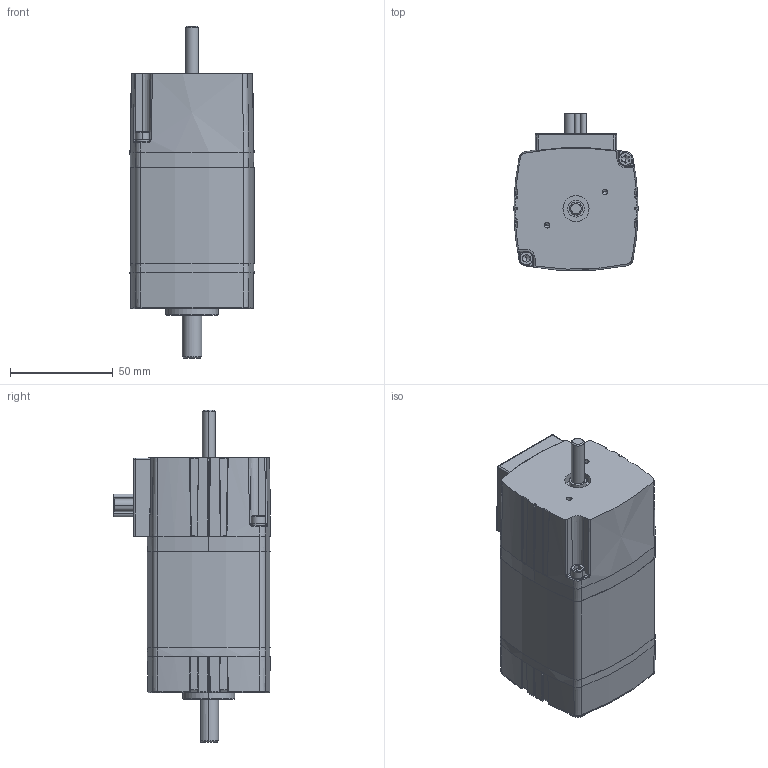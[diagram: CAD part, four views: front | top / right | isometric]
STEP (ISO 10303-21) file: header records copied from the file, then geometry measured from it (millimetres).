
FILE_DESCRIPTION (( 'STEP AP203' ), '1' );
FILE_NAME ('INFM0236.STEP', '2015-10-05T14:27:12', ( 'admin' ), ( '' ), 'SwSTEP 2.0', 'SolidWorks 2014', '' );
FILE_SCHEMA (( 'CONFIG_CONTROL_DESIGN' ));
Length unit declared in the file: inch
Products named in the file (1): INFM0236
Bounding box: 60.33 x 76.1 x 161.42 mm (x, y, z)
Volume: 390776.3 mm3; surface area: 58500.2 mm2
Topology: 24 solids, 24 shells, 728 faces, 1741 edges, 1056 vertices
Faces by surface type: cylinder 182, plane 173, bspline 135, cone 118, torus 114, sphere 6
Entity records: 25732 total; most frequent: CARTESIAN_POINT 9936, ORIENTED_EDGE 3416, DIRECTION 3160, EDGE_CURVE 1708, AXIS2_PLACEMENT_3D 1343, VERTEX_POINT 1050, EDGE_LOOP 780, CIRCLE 749
